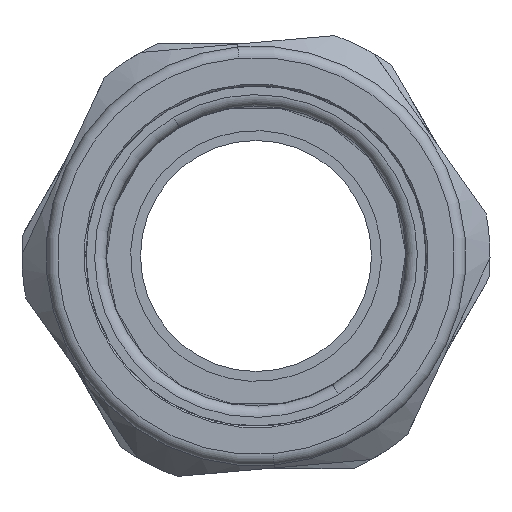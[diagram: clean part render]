
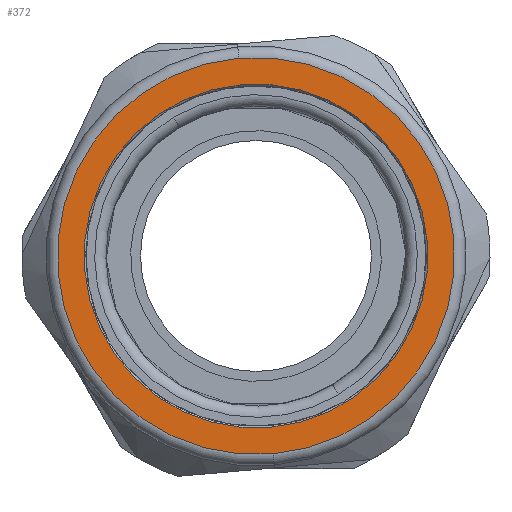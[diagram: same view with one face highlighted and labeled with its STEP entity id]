
A CAD part, left-side view. The second image highlights one B-rep face of the part: STEP entity #372.
In plain terms, the highlighted planar face has unit normal (-1, 0, 0).
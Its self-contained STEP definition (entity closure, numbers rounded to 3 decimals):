
#36 = VERTEX_POINT ( 'NONE', #661 ) ;
#138 = FACE_OUTER_BOUND ( 'NONE', #1709, .T. ) ;
#158 = DIRECTION ( 'NONE',  ( -1., 0., 0. ) ) ;
#190 = EDGE_CURVE ( 'NONE', #2439, #725, #2245, .T. ) ;
#215 = CARTESIAN_POINT ( 'NONE',  ( -42.422, -1.518, -17.434 ) ) ;
#345 = CARTESIAN_POINT ( 'NONE',  ( -42.422, 0., 0. ) ) ;
#372 = ADVANCED_FACE ( 'NONE', ( #840, #138 ), #2502, .F. ) ;
#375 = EDGE_CURVE ( 'NONE', #725, #2439, #3411, .T. ) ;
#504 = EDGE_LOOP ( 'NONE', ( #3284, #1869 ) ) ;
#526 = DIRECTION ( 'NONE',  ( 1., 0., 0. ) ) ;
#555 = DIRECTION ( 'NONE',  ( -1., 0., 0. ) ) ;
#644 = VERTEX_POINT ( 'NONE', #215 ) ;
#661 = CARTESIAN_POINT ( 'NONE',  ( -42.422, 1.518, 17.434 ) ) ;
#723 = CARTESIAN_POINT ( 'NONE',  ( -42.422, 0., 0. ) ) ;
#725 = VERTEX_POINT ( 'NONE', #3017 ) ;
#800 = DIRECTION ( 'NONE',  ( 0., -0.087, -0.996 ) ) ;
#840 = FACE_BOUND ( 'NONE', #504, .T. ) ;
#925 = ORIENTED_EDGE ( 'NONE', *, *, #2884, .T. ) ;
#1109 = DIRECTION ( 'NONE',  ( 0., -0.087, -0.996 ) ) ;
#1326 = AXIS2_PLACEMENT_3D ( 'NONE', #2151, #526, #800 ) ;
#1361 = EDGE_CURVE ( 'NONE', #644, #36, #3193, .T. ) ;
#1374 = DIRECTION ( 'NONE',  ( 0., -0.087, -0.996 ) ) ;
#1596 = DIRECTION ( 'NONE',  ( 0., -0.087, -0.996 ) ) ;
#1677 = AXIS2_PLACEMENT_3D ( 'NONE', #345, #2232, #1374 ) ;
#1709 = EDGE_LOOP ( 'NONE', ( #2478, #925 ) ) ;
#1829 = AXIS2_PLACEMENT_3D ( 'NONE', #2184, #555, #1596 ) ;
#1869 = ORIENTED_EDGE ( 'NONE', *, *, #375, .T. ) ;
#1949 = DIRECTION ( 'NONE',  ( 1., 0., 0. ) ) ;
#2034 = AXIS2_PLACEMENT_3D ( 'NONE', #723, #158, #3425 ) ;
#2055 = AXIS2_PLACEMENT_3D ( 'NONE', #2244, #1949, #1109 ) ;
#2151 = CARTESIAN_POINT ( 'NONE',  ( -42.422, 0., 0. ) ) ;
#2179 = CARTESIAN_POINT ( 'NONE',  ( -42.422, 1.314, 15.093 ) ) ;
#2184 = CARTESIAN_POINT ( 'NONE',  ( -42.422, 0., 0. ) ) ;
#2232 = DIRECTION ( 'NONE',  ( 1., 0., 0. ) ) ;
#2244 = CARTESIAN_POINT ( 'NONE',  ( -42.422, 0., 0. ) ) ;
#2245 = CIRCLE ( 'NONE', #1326, 15.15 ) ;
#2439 = VERTEX_POINT ( 'NONE', #2179 ) ;
#2478 = ORIENTED_EDGE ( 'NONE', *, *, #1361, .T. ) ;
#2502 = PLANE ( 'NONE',  #1677 ) ;
#2835 = CIRCLE ( 'NONE', #2034, 17.5 ) ;
#2884 = EDGE_CURVE ( 'NONE', #36, #644, #2835, .T. ) ;
#3017 = CARTESIAN_POINT ( 'NONE',  ( -42.422, -1.314, -15.093 ) ) ;
#3193 = CIRCLE ( 'NONE', #1829, 17.5 ) ;
#3284 = ORIENTED_EDGE ( 'NONE', *, *, #190, .T. ) ;
#3411 = CIRCLE ( 'NONE', #2055, 15.15 ) ;
#3425 = DIRECTION ( 'NONE',  ( 0., -0.087, -0.996 ) ) ;
